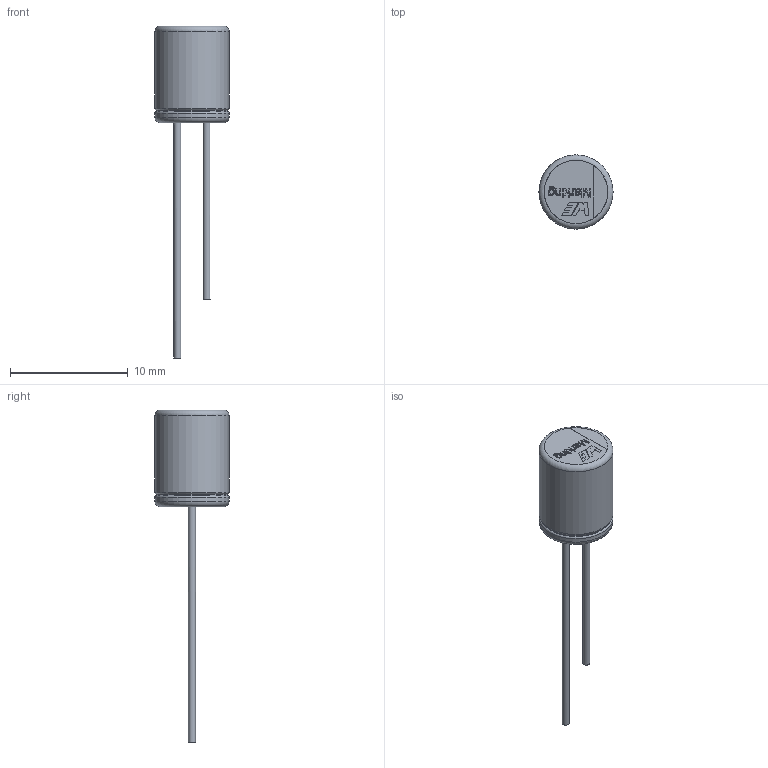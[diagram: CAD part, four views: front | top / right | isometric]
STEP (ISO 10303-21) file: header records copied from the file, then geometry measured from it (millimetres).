
FILE_DESCRIPTION(/* description */ ('Unknown','CAx-IF Rec.Pracs.---Representation and Presentation of Product Manufacturing Information (PMI)---4.0---2014-10-13','CAx-IF Rec.Pracs.---3D Tessellated Geometry---0.4---2014-09-14','2;1'),/* implementation_level */ '2;1');
FILE_NAME(/* name */ 'CP_Wurth_WCAP-HTAH-D6.3L8',/* time_stamp */ '2025-01-08T13:50:24+08:00',/* author */ ('Unknown'),/* organization */ ('Unknown'),/* preprocessor_version */ 'ST-DEVELOPER v16.7',/* originating_system */ 'Solid Edge',/* authorisation */ 'Unknown');
FILE_SCHEMA (('AP242_MANAGED_MODEL_BASED_3D_ENGINEERING_MIM_LF { 1 0 10303 442 1 1 4 }'));
Length unit declared in the file: metre
Products named in the file (2): CP_Wurth_WCAP-HTAH-D6.3L8
Assembly tree (1 placements, depth 2):
  CP_Wurth_WCAP-HTAH-D6.3L8
    CP_Wurth_WCAP-HTAH-D6.3L8
Bounding box: 6.3 x 6.3 x 28.22 mm (x, y, z)
Volume: 258.1 mm3; surface area: 729.8 mm2
Topology: 3 solids, 3 shells, 167 faces, 383 edges, 245 vertices
Faces by surface type: plane 106, cylinder 28, torus 18, bspline 15
Full cylindrical faces by diameter (mm): 0.6 x2, 0.7 x1, 0.875 x1, 1.4 x1, 1.575 x1, 3.5 x1, 3.675 x1, 4.2 x1, 4.375 x1, 4.54 x1, 5.215 x1, 5.404 x1, 5.81 x1, 5.83 x1, 6.03 x1, 6.08 x2, 6.1 x2, 6.3 x2
Entity records: 5853 total; most frequent: CARTESIAN_POINT 1175, DIRECTION 689, ORIENTED_EDGE 678, EDGE_CURVE 339, VERTEX_POINT 242, LINE 235, VECTOR 235, EDGE_LOOP 231
